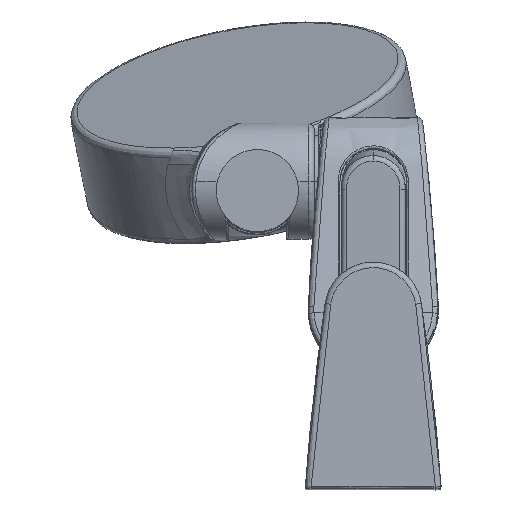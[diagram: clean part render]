
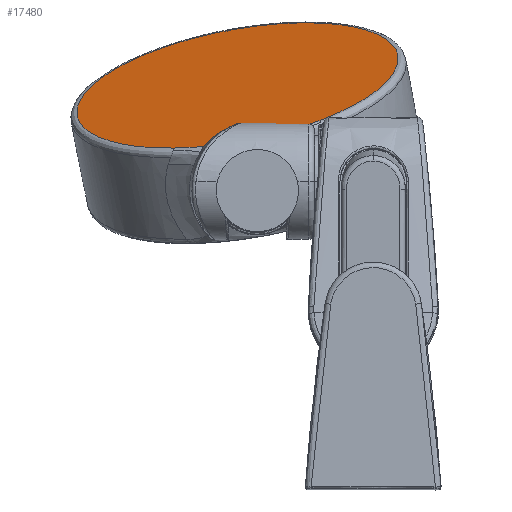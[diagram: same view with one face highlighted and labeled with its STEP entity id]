
A CAD part, front view. The second image highlights one B-rep face of the part: STEP entity #17480.
In plain terms, the highlighted planar face has unit normal (-0.175, -0.342, 0.923).
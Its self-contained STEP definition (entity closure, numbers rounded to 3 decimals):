
#40 = CARTESIAN_POINT ( 'NONE',  ( -26.612, 457.224, 99.406 ) ) ;
#196 = CARTESIAN_POINT ( 'NONE',  ( -40.743, 541.977, 128.128 ) ) ;
#605 = CARTESIAN_POINT ( 'NONE',  ( -40.743, 541.977, 128.128 ) ) ;
#1000 = ORIENTED_EDGE ( 'NONE', *, *, #22047, .T. ) ;
#1214 = CARTESIAN_POINT ( 'NONE',  ( -46.923, 457.965, 95.837 ) ) ;
#1324 = ORIENTED_EDGE ( 'NONE', *, *, #2899, .F. ) ;
#1396 = FACE_OUTER_BOUND ( 'NONE', #15293, .T. ) ;
#1449 = CARTESIAN_POINT ( 'NONE',  ( -24.974, 457.566, 99.843 ) ) ;
#1465 = CARTESIAN_POINT ( 'NONE',  ( -45.086, 457.566, 96.037 ) ) ;
#1478 = CARTESIAN_POINT ( 'NONE',  ( -79.091, 482.435, 98.815 ) ) ;
#1712 = CARTESIAN_POINT ( 'NONE',  ( -18.913, 459.379, 101.661 ) ) ;
#2567 = B_SPLINE_CURVE_WITH_KNOTS ( 'NONE', 3,
 ( #18410, #12502, #22456, #24397, #10560, #24579 ),
 .UNSPECIFIED., .F., .F.,
 ( 4, 1, 1, 4 ),
 ( 0.75, 0.812, 0.875, 0.924 ),
 .UNSPECIFIED. ) ;
#2604 = CARTESIAN_POINT ( 'NONE',  ( 6.856, 499.222, 121.297 ) ) ;
#2693 = CARTESIAN_POINT ( 'NONE',  ( -82.555, 499.222, 104.378 ) ) ;
#2899 = EDGE_CURVE ( 'NONE', #3112, #11276, #2567, .T. ) ;
#3112 = VERTEX_POINT ( 'NONE', #2604 ) ;
#3259 = CARTESIAN_POINT ( 'NONE',  ( -23.192, 457.965, 100.328 ) ) ;
#3275 = CARTESIAN_POINT ( 'NONE',  ( -82.555, 499.222, 104.378 ) ) ;
#3296 = EDGE_CURVE ( 'NONE', #20637, #12349, #12773, .T. ) ;
#4004 = CARTESIAN_POINT ( 'NONE',  ( -55.724, 461.203, 95.372 ) ) ;
#4031 = CARTESIAN_POINT ( 'NONE',  ( -43.402, 457.223, 96.229 ) ) ;
#4117 = CARTESIAN_POINT ( 'NONE',  ( -40.868, 456.834, 96.564 ) ) ;
#4570 = CARTESIAN_POINT ( 'NONE',  ( -72.383, 530.242, 117.793 ) ) ;
#5027 = CARTESIAN_POINT ( 'NONE',  ( -23.039, 539.751, 130.653 ) ) ;
#5097 = B_SPLINE_CURVE_WITH_KNOTS ( 'NONE', 3,
 ( #605, #12622, #5027, #11216, #7319, #15413, #21433 ),
 .UNSPECIFIED., .F., .F.,
 ( 4, 1, 1, 1, 4 ),
 ( 0.5, 0.563, 0.625, 0.687, 0.75 ),
 .UNSPECIFIED. ) ;
#5306 = CARTESIAN_POINT ( 'NONE',  ( -82.176, 493.627, 102.377 ) ) ;
#5544 = CARTESIAN_POINT ( 'NONE',  ( -54.876, 460.799, 95.382 ) ) ;
#6144 = CARTESIAN_POINT ( 'NONE',  ( -24.974, 457.566, 99.843 ) ) ;
#6896 = ORIENTED_EDGE ( 'NONE', *, *, #13642, .T. ) ;
#7171 = EDGE_CURVE ( 'NONE', #15786, #20637, #11367, .T. ) ;
#7319 = CARTESIAN_POINT ( 'NONE',  ( 3.392, 516.01, 126.86 ) ) ;
#7384 = ORIENTED_EDGE ( 'NONE', *, *, #3296, .F. ) ;
#7400 = CARTESIAN_POINT ( 'NONE',  ( -51.393, 459.379, 95.515 ) ) ;
#7465 = B_SPLINE_CURVE_WITH_KNOTS ( 'NONE', 3,
 ( #11307, #3259, #25980, #1712, #16008, #19984, #19816, #17875 ),
 .UNSPECIFIED., .F., .F.,
 ( 4, 2, 2, 4 ),
 ( 0.036, 0.056, 0.066, 0.076 ),
 .UNSPECIFIED. ) ;
#7888 = AXIS2_PLACEMENT_3D ( 'NONE', #8785, #22882, #12570 ) ;
#7913 = CARTESIAN_POINT ( 'NONE',  ( -41.713, 456.949, 96.447 ) ) ;
#7953 = CARTESIAN_POINT ( 'NONE',  ( -14.829, 461.203, 103.11 ) ) ;
#8075 = ORIENTED_EDGE ( 'NONE', *, *, #21936, .F. ) ;
#8785 = CARTESIAN_POINT ( 'NONE',  ( -37.849, 499.222, 112.837 ) ) ;
#9173 = CARTESIAN_POINT ( 'NONE',  ( -82.555, 499.222, 104.378 ) ) ;
#9454 = CARTESIAN_POINT ( 'NONE',  ( -44.248, 457.384, 96.128 ) ) ;
#9654 = VERTEX_POINT ( 'NONE', #1449 ) ;
#10560 = CARTESIAN_POINT ( 'NONE',  ( -10.855, 463.228, 104.612 ) ) ;
#11216 = CARTESIAN_POINT ( 'NONE',  ( -7.514, 530.242, 130.068 ) ) ;
#11276 = VERTEX_POINT ( 'NONE', #7953 ) ;
#11307 = CARTESIAN_POINT ( 'NONE',  ( -24.974, 457.566, 99.843 ) ) ;
#11367 = B_SPLINE_CURVE_WITH_KNOTS ( 'NONE', 3,
 ( #11565, #11403, #23560, #1478, #5306, #3275 ),
 .UNSPECIFIED., .F., .F.,
 ( 4, 1, 1, 4 ),
 ( 0.076, 0.125, 0.188, 0.25 ),
 .UNSPECIFIED. ) ;
#11392 = CARTESIAN_POINT ( 'NONE',  ( -52.274, 459.709, 95.471 ) ) ;
#11403 = CARTESIAN_POINT ( 'NONE',  ( -59.972, 463.228, 95.318 ) ) ;
#11413 = B_SPLINE_CURVE_WITH_KNOTS ( 'NONE', 3,
 ( #1465, #9454, #4031, #7913, #4117, #20076, #22281, #24226, #12151, #19897, #40, #19983, #6144 ),
 .UNSPECIFIED., .F., .F.,
 ( 4, 2, 2, 2, 1, 2, 4 ),
 ( 0.964, 0.973, 0.982, 1., 1.018, 1.027, 1.036 ),
 .UNSPECIFIED. ) ;
#11565 = CARTESIAN_POINT ( 'NONE',  ( -55.724, 461.203, 95.372 ) ) ;
#12151 = CARTESIAN_POINT ( 'NONE',  ( -30.751, 456.605, 98.394 ) ) ;
#12349 = VERTEX_POINT ( 'NONE', #196 ) ;
#12415 = CARTESIAN_POINT ( 'NONE',  ( -81.363, 516.01, 110.822 ) ) ;
#12502 = CARTESIAN_POINT ( 'NONE',  ( 7.235, 493.627, 119.296 ) ) ;
#12570 = DIRECTION ( 'NONE',  ( 0.064, -0.94, -0.336 ) ) ;
#12597 = CARTESIAN_POINT ( 'NONE',  ( -40.743, 541.977, 128.128 ) ) ;
#12622 = CARTESIAN_POINT ( 'NONE',  ( -34.891, 541.977, 129.235 ) ) ;
#12773 = B_SPLINE_CURVE_WITH_KNOTS ( 'NONE', 3,
 ( #2693, #18508, #12415, #4570, #24756, #16451, #12597 ),
 .UNSPECIFIED., .F., .F.,
 ( 4, 1, 1, 1, 4 ),
 ( 0.25, 0.313, 0.375, 0.437, 0.5 ),
 .UNSPECIFIED. ) ;
#13327 = CARTESIAN_POINT ( 'NONE',  ( -45.086, 457.566, 96.037 ) ) ;
#13502 = EDGE_CURVE ( 'NONE', #15786, #21804, #14866, .T. ) ;
#13642 = EDGE_CURVE ( 'NONE', #9654, #11276, #7465, .T. ) ;
#14866 = B_SPLINE_CURVE_WITH_KNOTS ( 'NONE', 3,
 ( #15414, #5544, #21597, #11392, #7400, #23629, #1214, #13327 ),
 .UNSPECIFIED., .F., .F.,
 ( 4, 2, 2, 4 ),
 ( 0.924, 0.934, 0.944, 0.964 ),
 .UNSPECIFIED. ) ;
#15293 = EDGE_LOOP ( 'NONE', ( #1000, #6896, #1324, #8075, #7384, #17799, #22259 ) ) ;
#15413 = CARTESIAN_POINT ( 'NONE',  ( 6.477, 504.818, 123.298 ) ) ;
#15414 = CARTESIAN_POINT ( 'NONE',  ( -55.724, 461.203, 95.372 ) ) ;
#15786 = VERTEX_POINT ( 'NONE', #4004 ) ;
#16008 = CARTESIAN_POINT ( 'NONE',  ( -18.076, 459.709, 101.942 ) ) ;
#16451 = CARTESIAN_POINT ( 'NONE',  ( -46.594, 541.977, 127.02 ) ) ;
#17480 = ADVANCED_FACE ( 'NONE', ( #1396 ), #20846, .F. ) ;
#17799 = ORIENTED_EDGE ( 'NONE', *, *, #7171, .F. ) ;
#17875 = CARTESIAN_POINT ( 'NONE',  ( -14.829, 461.203, 103.11 ) ) ;
#18410 = CARTESIAN_POINT ( 'NONE',  ( 6.856, 499.222, 121.297 ) ) ;
#18508 = CARTESIAN_POINT ( 'NONE',  ( -82.933, 504.818, 106.379 ) ) ;
#19816 = CARTESIAN_POINT ( 'NONE',  ( -15.622, 460.798, 102.81 ) ) ;
#19897 = CARTESIAN_POINT ( 'NONE',  ( -28.264, 456.949, 98.992 ) ) ;
#19983 = CARTESIAN_POINT ( 'NONE',  ( -25.788, 457.384, 99.622 ) ) ;
#19984 = CARTESIAN_POINT ( 'NONE',  ( -16.431, 460.419, 102.516 ) ) ;
#20076 = CARTESIAN_POINT ( 'NONE',  ( -38.335, 456.559, 96.942 ) ) ;
#20637 = VERTEX_POINT ( 'NONE', #9173 ) ;
#20846 = PLANE ( 'NONE',  #7888 ) ;
#21433 = CARTESIAN_POINT ( 'NONE',  ( 6.856, 499.222, 121.297 ) ) ;
#21597 = CARTESIAN_POINT ( 'NONE',  ( -54.016, 460.419, 95.404 ) ) ;
#21804 = VERTEX_POINT ( 'NONE', #24959 ) ;
#21936 = EDGE_CURVE ( 'NONE', #12349, #3112, #5097, .T. ) ;
#22047 = EDGE_CURVE ( 'NONE', #21804, #9654, #11413, .T. ) ;
#22259 = ORIENTED_EDGE ( 'NONE', *, *, #13502, .T. ) ;
#22281 = CARTESIAN_POINT ( 'NONE',  ( -36.645, 456.468, 97.228 ) ) ;
#22456 = CARTESIAN_POINT ( 'NONE',  ( 5.664, 482.435, 114.853 ) ) ;
#22882 = DIRECTION ( 'NONE',  ( 0.175, 0.342, -0.923 ) ) ;
#23560 = CARTESIAN_POINT ( 'NONE',  ( -68.947, 469.198, 95.831 ) ) ;
#23629 = CARTESIAN_POINT ( 'NONE',  ( -48.729, 458.468, 95.682 ) ) ;
#24226 = CARTESIAN_POINT ( 'NONE',  ( -33.267, 456.468, 97.867 ) ) ;
#24397 = CARTESIAN_POINT ( 'NONE',  ( -2.688, 469.198, 108.369 ) ) ;
#24579 = CARTESIAN_POINT ( 'NONE',  ( -14.829, 461.203, 103.11 ) ) ;
#24756 = CARTESIAN_POINT ( 'NONE',  ( -58.145, 539.751, 124.01 ) ) ;
#24959 = CARTESIAN_POINT ( 'NONE',  ( -45.086, 457.566, 96.037 ) ) ;
#25980 = CARTESIAN_POINT ( 'NONE',  ( -21.454, 458.468, 100.843 ) ) ;
